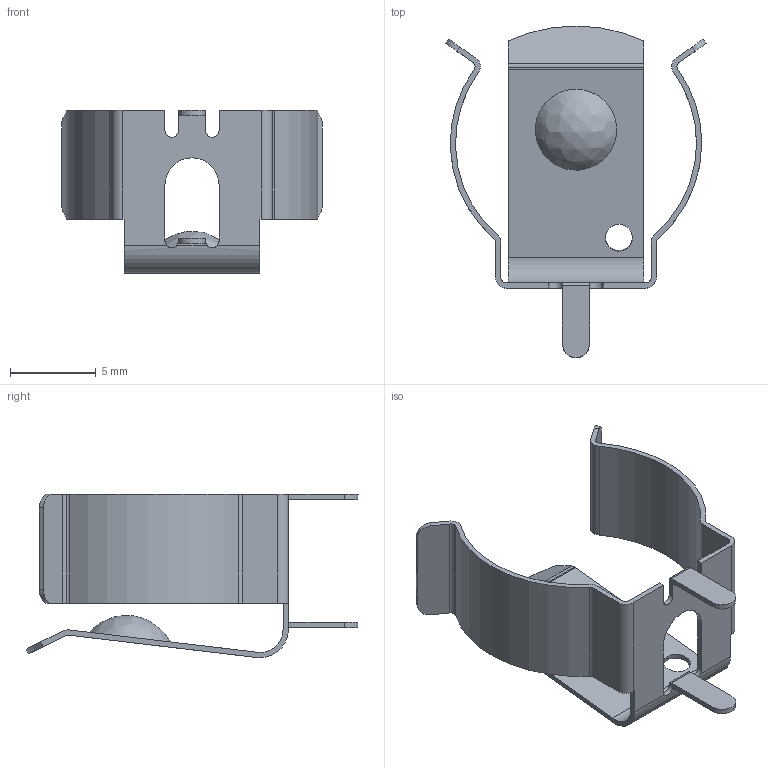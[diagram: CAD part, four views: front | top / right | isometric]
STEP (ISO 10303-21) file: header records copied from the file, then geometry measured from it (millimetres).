
FILE_DESCRIPTION (( 'STEP AP214' ), '1' );
FILE_NAME ('User Library-KEYSTONE_AA_battery_clip_92.STEP', '2019-01-29T05:08:33', ( '' ), ( '' ), 'SwSTEP 2.0', 'SolidWorks 2019', '' );
FILE_SCHEMA (( 'AUTOMOTIVE_DESIGN' ));
Length unit declared in the file: millimetre
Products named in the file (2): User Library-KEYSTONE_AA_battery_clip_92_KEYSTONE_AA_battery_clip_92; User Library-KEYSTONE_AA_battery_clip_92
Assembly tree (1 placements, depth 2):
  User Library-KEYSTONE_AA_battery_clip_92
    User Library-KEYSTONE_AA_battery_clip_92_KEYSTONE_AA_battery_clip_92
Bounding box: 15.2 x 19.36 x 9.52 mm (x, y, z)
Volume: 121.2 mm3; surface area: 846.4 mm2
Topology: 1 solids, 1 shells, 81 faces, 239 edges, 160 vertices
Faces by surface type: cylinder 43, plane 36, bspline 2
Entity records: 3850 total; most frequent: CARTESIAN_POINT 654, DIRECTION 487, ORIENTED_EDGE 478, EDGE_CURVE 239, AXIS2_PLACEMENT_3D 173, VERTEX_POINT 160, VECTOR 141, LINE 141
